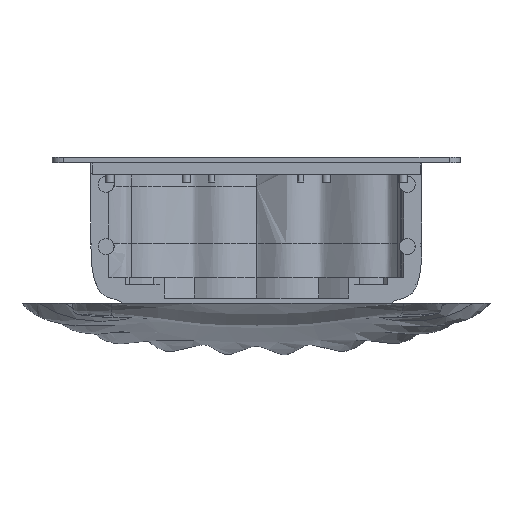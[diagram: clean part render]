
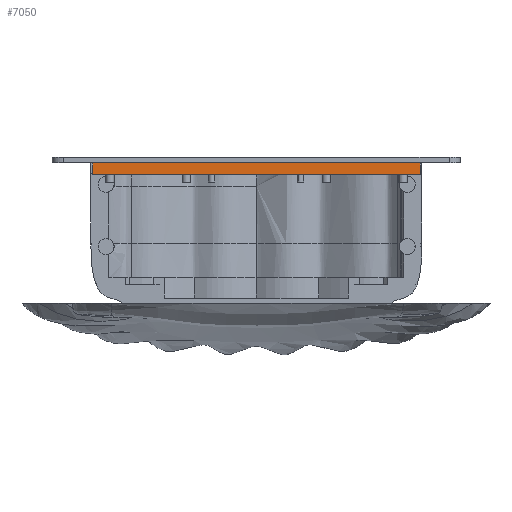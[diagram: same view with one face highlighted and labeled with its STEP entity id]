
A CAD part, front view. The second image highlights one B-rep face of the part: STEP entity #7050.
In plain terms, the highlighted planar face has unit normal (0, -1, 0).
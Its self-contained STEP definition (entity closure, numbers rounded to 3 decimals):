
#158=PLANE('',#7495);
#596=FACE_OUTER_BOUND('',#1006,.T.);
#1006=EDGE_LOOP('',(#5990,#5991,#5992,#5993));
#1879=LINE('',#27859,#2448);
#1994=LINE('',#28098,#2563);
#1995=LINE('',#28099,#2564);
#1996=LINE('',#28100,#2565);
#2448=VECTOR('',#8366,10.);
#2563=VECTOR('',#8553,10.);
#2564=VECTOR('',#8554,10.);
#2565=VECTOR('',#8555,10.);
#3273=VERTEX_POINT('',#27856);
#3274=VERTEX_POINT('',#27858);
#3361=VERTEX_POINT('',#28096);
#3362=VERTEX_POINT('',#28097);
#4187=EDGE_CURVE('',#3273,#3274,#1879,.T.);
#4306=EDGE_CURVE('',#3361,#3362,#1994,.T.);
#4307=EDGE_CURVE('',#3361,#3274,#1995,.T.);
#4308=EDGE_CURVE('',#3362,#3273,#1996,.T.);
#5990=ORIENTED_EDGE('',*,*,#4306,.F.);
#5991=ORIENTED_EDGE('',*,*,#4307,.T.);
#5992=ORIENTED_EDGE('',*,*,#4187,.F.);
#5993=ORIENTED_EDGE('',*,*,#4308,.F.);
#7050=ADVANCED_FACE('',(#596),#158,.T.);
#7495=AXIS2_PLACEMENT_3D('',#28095,#8551,#8552);
#8366=DIRECTION('',(-1.,0.,0.));
#8551=DIRECTION('center_axis',(0.,-1.,0.));
#8552=DIRECTION('ref_axis',(-1.,0.,0.));
#8553=DIRECTION('',(1.,0.,0.));
#8554=DIRECTION('',(0.,0.,-1.));
#8555=DIRECTION('',(0.,0.,-1.));
#27856=CARTESIAN_POINT('',(82.27,117.845,13.682));
#27858=CARTESIAN_POINT('',(-3.542,117.845,13.682));
#27859=CARTESIAN_POINT('',(82.27,117.845,13.682));
#28095=CARTESIAN_POINT('Origin',(82.27,117.845,16.682));
#28096=CARTESIAN_POINT('',(-3.542,117.845,16.682));
#28097=CARTESIAN_POINT('',(82.27,117.845,16.682));
#28098=CARTESIAN_POINT('',(60.801,117.845,16.682));
#28099=CARTESIAN_POINT('',(-3.542,117.845,16.682));
#28100=CARTESIAN_POINT('',(82.27,117.845,16.682));
